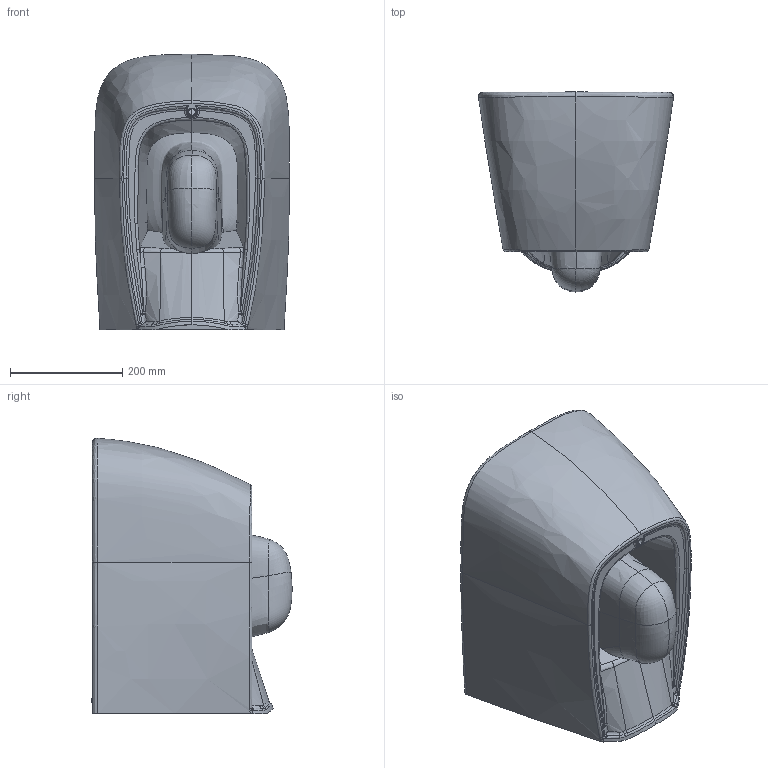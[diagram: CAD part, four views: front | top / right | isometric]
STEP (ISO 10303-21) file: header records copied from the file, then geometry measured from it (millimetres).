
FILE_DESCRIPTION((''),'2;1');
FILE_NAME('PRT_42407035_000','2021-11-08T11:53:20',('KUMARY1'),(''),'CREO PARAMETRIC BY PTC INC, 2020454','CREO PARAMETRIC BY PTC INC, 2020454','');
FILE_SCHEMA(('CONFIG_CONTROL_DESIGN'));
Products named in the file (1): PRT_42407035_000
Bounding box: 347.4 x 356.89 x 490.81 mm (x, y, z)
Volume: 10104379.9 mm3; surface area: 1843931 mm2
Topology: 1 solids, 2 shells, 439 faces, 1243 edges, 805 vertices
Faces by surface type: bspline 229, extrusion 77, plane 69, cylinder 45, torus 10, cone 9
Entity records: 52888 total; most frequent: CARTESIAN_POINT 43954, ORIENTED_EDGE 2457, EDGE_CURVE 1232, B_SPLINE_CURVE_WITH_KNOTS 946, DIRECTION 809, VERTEX_POINT 804, EDGE_LOOP 457, FACE_OUTER_BOUND 437
